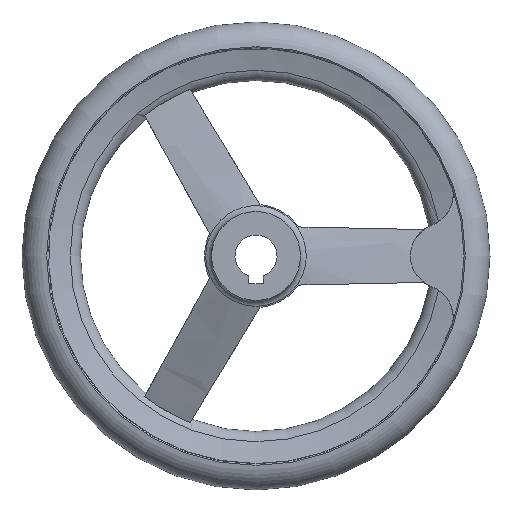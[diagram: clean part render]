
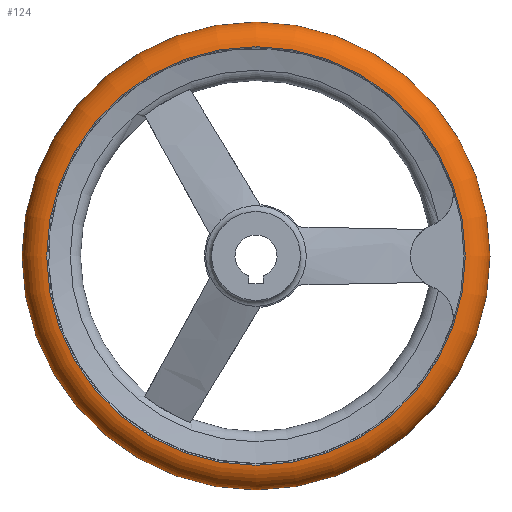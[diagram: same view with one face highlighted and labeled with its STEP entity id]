
A CAD part, front view. The second image highlights one B-rep face of the part: STEP entity #124.
In plain terms, the highlighted toroidal (fillet/blend) face has major radius 89 mm and minor radius 11 mm.
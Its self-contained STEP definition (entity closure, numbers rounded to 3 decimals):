
#124 = ADVANCED_FACE( '', ( #266, #267, #268 ), #269, .T. );
#266 = FACE_BOUND( '', #418, .T. );
#267 = FACE_OUTER_BOUND( '', #419, .T. );
#268 = FACE_OUTER_BOUND( '', #420, .T. );
#269 = TOROIDAL_SURFACE( '', #421, 89., 11. );
#418 = VERTEX_LOOP( '', #720 );
#419 = EDGE_LOOP( '', ( #721 ) );
#420 = EDGE_LOOP( '', ( #722 ) );
#421 = AXIS2_PLACEMENT_3D( '', #723, #724, #725 );
#720 = VERTEX_POINT( '', #961 );
#721 = ORIENTED_EDGE( '', *, *, #839, .T. );
#722 = ORIENTED_EDGE( '', *, *, #847, .F. );
#723 = CARTESIAN_POINT( '', ( 0., 34., 0. ) );
#724 = DIRECTION( '', ( 0., -1., 0. ) );
#725 = DIRECTION( '', ( 0., 0., -1. ) );
#839 = EDGE_CURVE( '', #985, #985, #986, .T. );
#847 = EDGE_CURVE( '', #999, #999, #1000, .T. );
#961 = CARTESIAN_POINT( '', ( 0., 34., -100. ) );
#985 = VERTEX_POINT( '', #1201 );
#986 = CIRCLE( '', #1202, 89.458 );
#999 = VERTEX_POINT( '', #1221 );
#1000 = CIRCLE( '', #1222, 89.458 );
#1201 = CARTESIAN_POINT( '', ( 0., 44.99, -89.458 ) );
#1202 = AXIS2_PLACEMENT_3D( '', #1877, #1878, #1879 );
#1221 = CARTESIAN_POINT( '', ( 0., 23.01, -89.458 ) );
#1222 = AXIS2_PLACEMENT_3D( '', #1889, #1890, #1891 );
#1877 = CARTESIAN_POINT( '', ( 0., 44.99, 0. ) );
#1878 = DIRECTION( '', ( 0., -1., 0. ) );
#1879 = DIRECTION( '', ( 0., 0., -1. ) );
#1889 = CARTESIAN_POINT( '', ( 0., 23.01, 0. ) );
#1890 = DIRECTION( '', ( 0., -1., 0. ) );
#1891 = DIRECTION( '', ( 0., 0., -1. ) );
